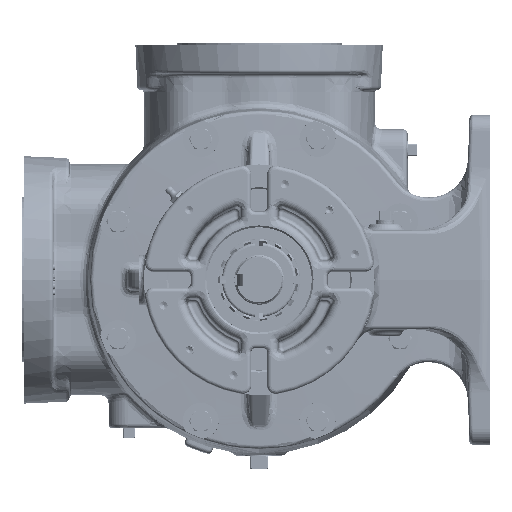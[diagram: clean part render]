
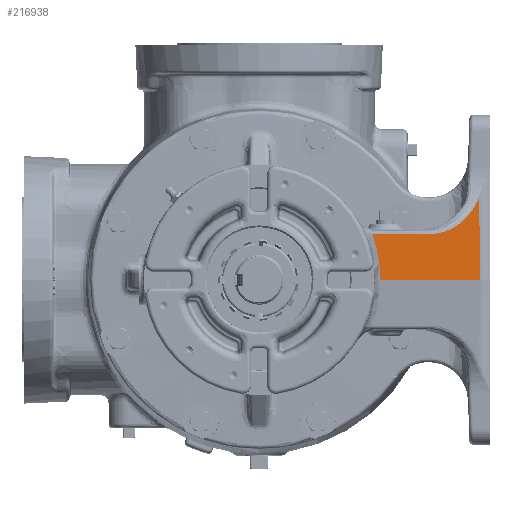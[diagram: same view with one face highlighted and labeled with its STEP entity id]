
A CAD part, left-side view. The second image highlights one B-rep face of the part: STEP entity #216938.
In plain terms, the highlighted planar face has unit normal (-0.642, -0.766, 0.035).
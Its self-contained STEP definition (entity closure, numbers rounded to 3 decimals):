
#18619 = EDGE_CURVE ( 'NONE', #334482, #36276, #106001, .T. ) ;
#23745 = ORIENTED_EDGE ( 'NONE', *, *, #18619, .T. ) ;
#27883 = DIRECTION ( 'NONE',  ( 0.035, 0.016, 0.999 ) ) ;
#36276 = VERTEX_POINT ( 'NONE', #305717 ) ;
#53606 = CARTESIAN_POINT ( 'NONE',  ( -159.408, -162.074, 45.545 ) ) ;
#74181 = CARTESIAN_POINT ( 'NONE',  ( -249.147, -87.248, 35.158 ) ) ;
#76630 = ORIENTED_EDGE ( 'NONE', *, *, #213298, .T. ) ;
#77914 = CARTESIAN_POINT ( 'NONE',  ( -243.769, -93.364, 0. ) ) ;
#78167 = CARTESIAN_POINT ( 'NONE',  ( -136.924, -183.017, 0. ) ) ;
#84356 = VERTEX_POINT ( 'NONE', #317545 ) ;
#100557 = ORIENTED_EDGE ( 'NONE', *, *, #146487, .T. ) ;
#105174 = CARTESIAN_POINT ( 'NONE',  ( -197.121, -130.903, 35.158 ) ) ;
#106001 =( BOUNDED_CURVE ( )  B_SPLINE_CURVE ( 3, ( #343911, #53606, #374479, #105174 ),
 .UNSPECIFIED., .F., .F. ) 
 B_SPLINE_CURVE_WITH_KNOTS ( ( 4, 4 ),
 ( 3.583, 4.658 ),
 .UNSPECIFIED. ) 
 CURVE ( )  GEOMETRIC_REPRESENTATION_ITEM ( )  RATIONAL_B_SPLINE_CURVE ( ( 1., 0.906, 0.906, 1. ) ) 
 REPRESENTATION_ITEM ( '' )  );
#121154 = EDGE_CURVE ( 'NONE', #373952, #84356, #226126, .T. ) ;
#125854 = CARTESIAN_POINT ( 'NONE',  ( -136.924, -183.017, 0. ) ) ;
#129869 = FACE_OUTER_BOUND ( 'NONE', #247766, .T. ) ;
#133663 = PLANE ( 'NONE',  #269752 ) ;
#146487 = EDGE_CURVE ( 'NONE', #84356, #215329, #328378, .T. ) ;
#165807 = CARTESIAN_POINT ( 'NONE',  ( -243.205, -93.29, 12.005 ) ) ;
#169676 = CARTESIAN_POINT ( 'NONE',  ( -149.757, -169.359, 63.389 ) ) ;
#194921 = CARTESIAN_POINT ( 'NONE',  ( -249.147, -87.248, 35.158 ) ) ;
#213298 = EDGE_CURVE ( 'NONE', #215329, #334482, #289421, .T. ) ;
#215329 = VERTEX_POINT ( 'NONE', #371882 ) ;
#216938 = ADVANCED_FACE ( 'Defeatured_0_736', ( #129869 ), #133663, .T. ) ;
#226126 =( BOUNDED_CURVE ( )  B_SPLINE_CURVE ( 3, ( #74181, #337782, #165807, #77914 ),
 .UNSPECIFIED., .F., .F. ) 
 B_SPLINE_CURVE_WITH_KNOTS ( ( 4, 4 ),
 ( 2.849, 3.181 ),
 .UNSPECIFIED. ) 
 CURVE ( )  GEOMETRIC_REPRESENTATION_ITEM ( )  RATIONAL_B_SPLINE_CURVE ( ( 1., 0.991, 0.991, 1. ) ) 
 REPRESENTATION_ITEM ( '' )  );
#232210 = CARTESIAN_POINT ( 'NONE',  ( -148.925, -168.971, 87.223 ) ) ;
#232639 = VECTOR ( 'NONE', #273877, 1000. ) ;
#237666 = LINE ( 'NONE', #354189, #232639 ) ;
#247766 = EDGE_LOOP ( 'NONE', ( #284665, #262712, #100557, #76630, #23745 ) ) ;
#248688 = EDGE_CURVE ( 'NONE', #36276, #373952, #237666, .T. ) ;
#262712 = ORIENTED_EDGE ( 'NONE', *, *, #121154, .T. ) ;
#269752 = AXIS2_PLACEMENT_3D ( 'NONE', #78167, #364857, #332406 ) ;
#273877 = DIRECTION ( 'NONE',  ( -0.766, 0.643, 0. ) ) ;
#284665 = ORIENTED_EDGE ( 'NONE', *, *, #248688, .T. ) ;
#289421 = LINE ( 'NONE', #232210, #344904 ) ;
#305717 = CARTESIAN_POINT ( 'NONE',  ( -197.121, -130.903, 35.158 ) ) ;
#317545 = CARTESIAN_POINT ( 'NONE',  ( -243.769, -93.364, 0. ) ) ;
#317707 = VECTOR ( 'NONE', #364606, 1000. ) ;
#328378 = LINE ( 'NONE', #125854, #317707 ) ;
#332406 = DIRECTION ( 'NONE',  ( 0.766, -0.643, 0. ) ) ;
#334482 = VERTEX_POINT ( 'NONE', #169676 ) ;
#337782 = CARTESIAN_POINT ( 'NONE',  ( -245.014, -91.232, 23.833 ) ) ;
#343911 = CARTESIAN_POINT ( 'NONE',  ( -149.757, -169.359, 63.389 ) ) ;
#344904 = VECTOR ( 'NONE', #27883, 1000. ) ;
#354189 = CARTESIAN_POINT ( 'NONE',  ( -136.135, -182.077, 35.158 ) ) ;
#364606 = DIRECTION ( 'NONE',  ( 0.766, -0.643, 0. ) ) ;
#364857 = DIRECTION ( 'NONE',  ( -0.642, -0.766, 0.035 ) ) ;
#371882 = CARTESIAN_POINT ( 'NONE',  ( -151.971, -170.391, 0. ) ) ;
#373952 = VERTEX_POINT ( 'NONE', #194921 ) ;
#374479 = CARTESIAN_POINT ( 'NONE',  ( -176.835, -147.926, 35.158 ) ) ;
